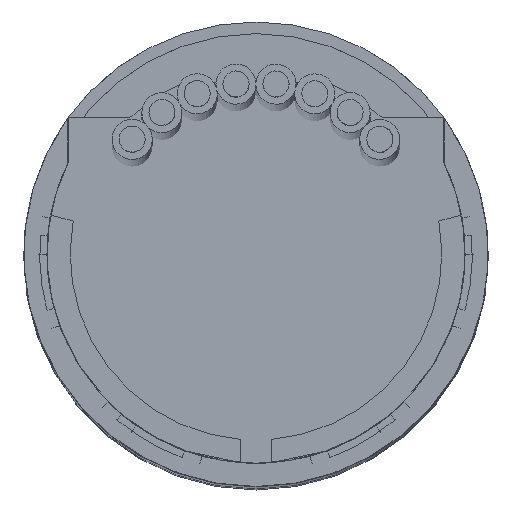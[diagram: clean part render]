
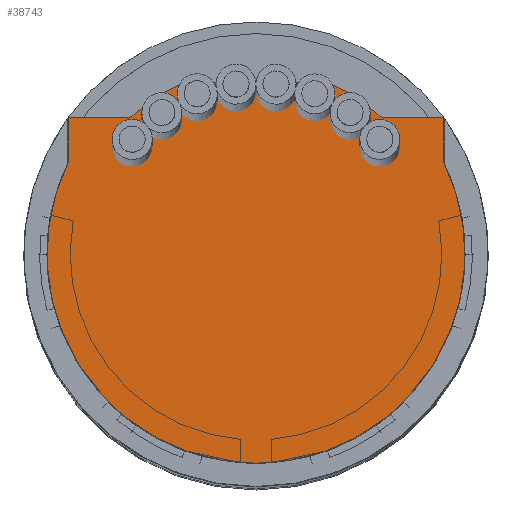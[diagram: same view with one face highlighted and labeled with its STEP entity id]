
A CAD part, top view. The second image highlights one B-rep face of the part: STEP entity #38743.
In plain terms, the highlighted planar face has unit normal (0, 0, 1).
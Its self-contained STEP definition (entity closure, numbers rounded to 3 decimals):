
#3055 = EDGE_CURVE ( 'NONE', #21792, #16448, #77145, .T. ) ;
#3934 = CARTESIAN_POINT ( 'NONE',  ( 0., 5.9, 50.2 ) ) ;
#5994 = CARTESIAN_POINT ( 'NONE',  ( 4.344, 4.7, 50.2 ) ) ;
#8759 = EDGE_CURVE ( 'NONE', #14129, #32932, #76944, .T. ) ;
#8796 = FACE_OUTER_BOUND ( 'NONE', #37611, .T. ) ;
#8819 = ORIENTED_EDGE ( 'NONE', *, *, #62772, .F. ) ;
#14129 = VERTEX_POINT ( 'NONE', #5994 ) ;
#15558 = CARTESIAN_POINT ( 'NONE',  ( 6.45, 3.2, 50.2 ) ) ;
#16448 = VERTEX_POINT ( 'NONE', #30953 ) ;
#16460 = CARTESIAN_POINT ( 'NONE',  ( 0., 4.7, 50.2 ) ) ;
#17504 = DIRECTION ( 'NONE',  ( 0., -1., 0. ) ) ;
#17770 = DIRECTION ( 'NONE',  ( 0., 0., -1. ) ) ;
#18457 = LINE ( 'NONE', #16460, #62225 ) ;
#18931 = LINE ( 'NONE', #59131, #48681 ) ;
#20385 = AXIS2_PLACEMENT_3D ( 'NONE', #53417, #17770, #59398 ) ;
#21792 = VERTEX_POINT ( 'NONE', #15558 ) ;
#24339 = CARTESIAN_POINT ( 'NONE',  ( -6.45, 4.7, 50.2 ) ) ;
#24638 = CARTESIAN_POINT ( 'NONE',  ( 0., 4.7, 50.2 ) ) ;
#26115 = DIRECTION ( 'NONE',  ( 1., 0., 0. ) ) ;
#26176 = EDGE_CURVE ( 'NONE', #32932, #21792, #18931, .T. ) ;
#27450 = EDGE_CURVE ( 'NONE', #38129, #75354, #70001, .T. ) ;
#28077 = PLANE ( 'NONE',  #48002 ) ;
#30953 = CARTESIAN_POINT ( 'NONE',  ( -6.45, 3.2, 50.2 ) ) ;
#31008 = DIRECTION ( 'NONE',  ( 0., 0., -1. ) ) ;
#31543 = ORIENTED_EDGE ( 'NONE', *, *, #26176, .F. ) ;
#32785 = CARTESIAN_POINT ( 'NONE',  ( 6.45, 4.7, 50.2 ) ) ;
#32932 = VERTEX_POINT ( 'NONE', #32785 ) ;
#33639 = DIRECTION ( 'NONE',  ( 0., 1., 0. ) ) ;
#33716 = DIRECTION ( 'NONE',  ( 0., 0., -1. ) ) ;
#33783 = CARTESIAN_POINT ( 'NONE',  ( 0., 0., 50.2 ) ) ;
#34023 = DIRECTION ( 'NONE',  ( 0., 0., -1. ) ) ;
#35536 = AXIS2_PLACEMENT_3D ( 'NONE', #33783, #33716, #33639 ) ;
#37611 = EDGE_LOOP ( 'NONE', ( #8819, #52728, #49635, #31543, #46969, #40045, #51688, #73741 ) ) ;
#37786 = CARTESIAN_POINT ( 'NONE',  ( -2.48, 5.9, 50.2 ) ) ;
#38129 = VERTEX_POINT ( 'NONE', #37786 ) ;
#38743 = ADVANCED_FACE ( 'NONE', ( #8796 ), #28077, .F. ) ;
#39737 = EDGE_CURVE ( 'NONE', #16448, #73156, #48777, .T. ) ;
#40045 = ORIENTED_EDGE ( 'NONE', *, *, #44605, .F. ) ;
#41347 = VERTEX_POINT ( 'NONE', #61798 ) ;
#42755 = CIRCLE ( 'NONE', #20385, 6.4 ) ;
#44605 = EDGE_CURVE ( 'NONE', #75354, #14129, #42755, .T. ) ;
#45616 = DIRECTION ( 'NONE',  ( 1., 0., 0. ) ) ;
#46969 = ORIENTED_EDGE ( 'NONE', *, *, #8759, .F. ) ;
#48002 = AXIS2_PLACEMENT_3D ( 'NONE', #63735, #34023, #75699 ) ;
#48486 = CIRCLE ( 'NONE', #66235, 6.4 ) ;
#48681 = VECTOR ( 'NONE', #17504, 1000. ) ;
#48777 = LINE ( 'NONE', #64098, #64631 ) ;
#49635 = ORIENTED_EDGE ( 'NONE', *, *, #3055, .F. ) ;
#51688 = ORIENTED_EDGE ( 'NONE', *, *, #27450, .F. ) ;
#52113 = DIRECTION ( 'NONE',  ( 1., 0., 0. ) ) ;
#52728 = ORIENTED_EDGE ( 'NONE', *, *, #39737, .F. ) ;
#53417 = CARTESIAN_POINT ( 'NONE',  ( 0., 0., 50.2 ) ) ;
#54152 = VECTOR ( 'NONE', #45616, 1000. ) ;
#59131 = CARTESIAN_POINT ( 'NONE',  ( 6.45, 0., 50.2 ) ) ;
#59398 = DIRECTION ( 'NONE',  ( 0., 1., 0. ) ) ;
#61432 = CARTESIAN_POINT ( 'NONE',  ( 2.48, 5.9, 50.2 ) ) ;
#61798 = CARTESIAN_POINT ( 'NONE',  ( -4.344, 4.7, 50.2 ) ) ;
#62225 = VECTOR ( 'NONE', #52113, 1000. ) ;
#62772 = EDGE_CURVE ( 'NONE', #73156, #41347, #18457, .T. ) ;
#62998 = VECTOR ( 'NONE', #26115, 1000. ) ;
#63735 = CARTESIAN_POINT ( 'NONE',  ( 0., 0., 50.2 ) ) ;
#64098 = CARTESIAN_POINT ( 'NONE',  ( -6.45, 0., 50.2 ) ) ;
#64631 = VECTOR ( 'NONE', #73319, 1000. ) ;
#66235 = AXIS2_PLACEMENT_3D ( 'NONE', #66662, #31008, #72668 ) ;
#66662 = CARTESIAN_POINT ( 'NONE',  ( 0., 0., 50.2 ) ) ;
#69327 = EDGE_CURVE ( 'NONE', #41347, #38129, #48486, .T. ) ;
#70001 = LINE ( 'NONE', #3934, #54152 ) ;
#72668 = DIRECTION ( 'NONE',  ( 0., 1., 0. ) ) ;
#73156 = VERTEX_POINT ( 'NONE', #24339 ) ;
#73319 = DIRECTION ( 'NONE',  ( 0., 1., 0. ) ) ;
#73741 = ORIENTED_EDGE ( 'NONE', *, *, #69327, .F. ) ;
#75354 = VERTEX_POINT ( 'NONE', #61432 ) ;
#75699 = DIRECTION ( 'NONE',  ( 0., 1., 0. ) ) ;
#76944 = LINE ( 'NONE', #24638, #62998 ) ;
#77145 = CIRCLE ( 'NONE', #35536, 7.2 ) ;
